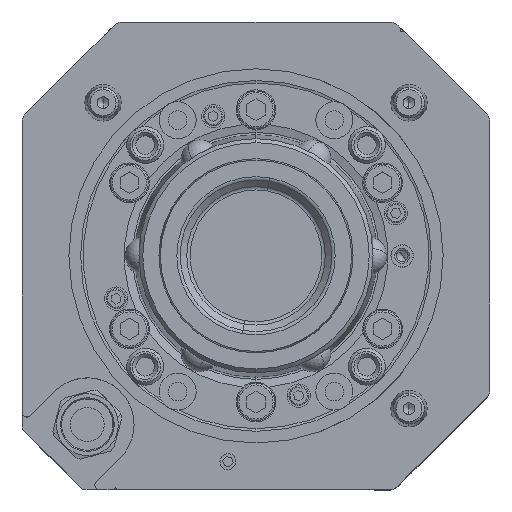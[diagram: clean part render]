
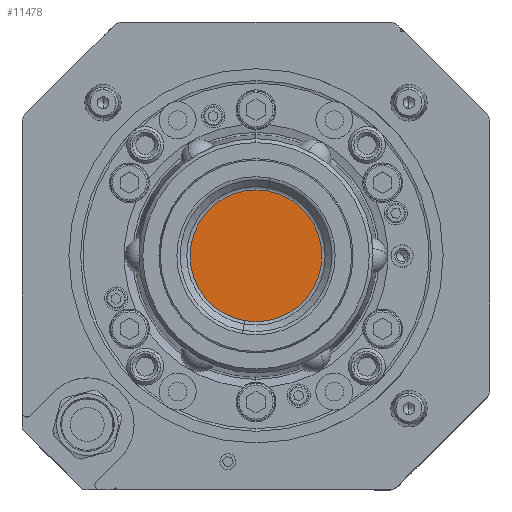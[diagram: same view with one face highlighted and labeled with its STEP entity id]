
A CAD part, top view. The second image highlights one B-rep face of the part: STEP entity #11478.
In plain terms, the highlighted planar face has unit normal (0, 0, 1).
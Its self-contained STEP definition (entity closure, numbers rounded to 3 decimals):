
#2703 = CARTESIAN_POINT ( 'NONE',  ( 0., 0., 75.9 ) ) ;
#3321 = AXIS2_PLACEMENT_3D ( 'NONE', #31500, #10168, #35077 ) ;
#6340 = DIRECTION ( 'NONE',  ( 0.174, 0.985, 0. ) ) ;
#6490 = AXIS2_PLACEMENT_3D ( 'NONE', #2703, #27731, #6340 ) ;
#7129 = FACE_OUTER_BOUND ( 'NONE', #41928, .T. ) ;
#8996 = AXIS2_PLACEMENT_3D ( 'NONE', #23747, #13172, #38113 ) ;
#9109 = EDGE_CURVE ( 'NONE', #44729, #26157, #18532, .T. ) ;
#9574 = PLANE ( 'NONE',  #8996 ) ;
#10168 = DIRECTION ( 'NONE',  ( 0., 0., -1. ) ) ;
#11478 = ADVANCED_FACE ( 'NONE', ( #7129 ), #9574, .F. ) ;
#13172 = DIRECTION ( 'NONE',  ( 0., 0., -1. ) ) ;
#18532 = CIRCLE ( 'NONE', #6490, 28.172 ) ;
#23747 = CARTESIAN_POINT ( 'NONE',  ( 27.744, -4.892, 75.9 ) ) ;
#24322 = EDGE_CURVE ( 'NONE', #26157, #44729, #45482, .T. ) ;
#26157 = VERTEX_POINT ( 'NONE', #26989 ) ;
#26989 = CARTESIAN_POINT ( 'NONE',  ( 4.892, 27.744, 75.9 ) ) ;
#27403 = ORIENTED_EDGE ( 'NONE', *, *, #24322, .F. ) ;
#27731 = DIRECTION ( 'NONE',  ( 0., 0., -1. ) ) ;
#31500 = CARTESIAN_POINT ( 'NONE',  ( 0., 0., 75.9 ) ) ;
#35077 = DIRECTION ( 'NONE',  ( 0.174, 0.985, 0. ) ) ;
#38113 = DIRECTION ( 'NONE',  ( 0.174, 0.985, 0. ) ) ;
#40392 = CARTESIAN_POINT ( 'NONE',  ( -4.892, -27.744, 75.9 ) ) ;
#41928 = EDGE_LOOP ( 'NONE', ( #27403, #43286 ) ) ;
#43286 = ORIENTED_EDGE ( 'NONE', *, *, #9109, .F. ) ;
#44729 = VERTEX_POINT ( 'NONE', #40392 ) ;
#45482 = CIRCLE ( 'NONE', #3321, 28.172 ) ;
